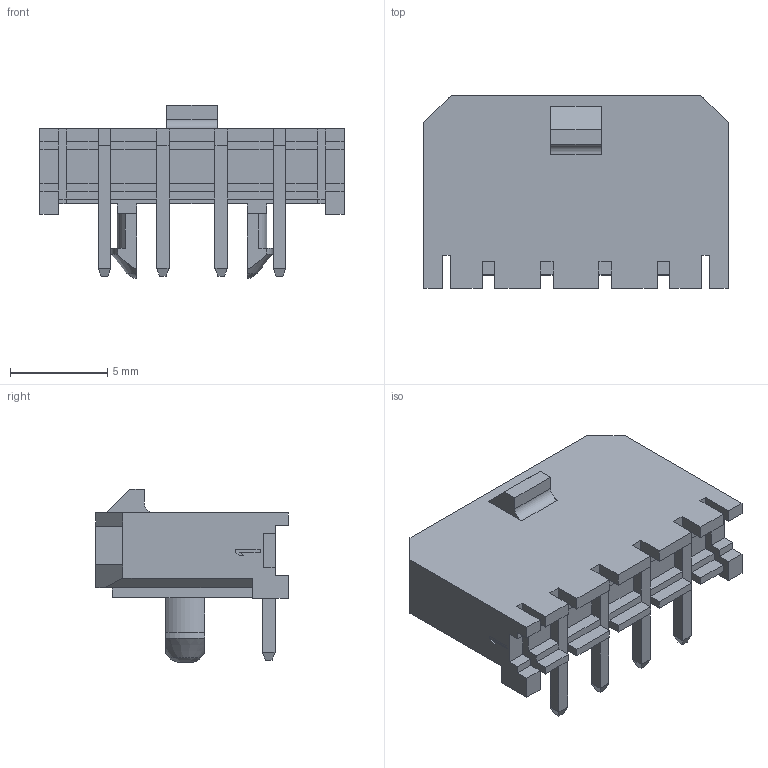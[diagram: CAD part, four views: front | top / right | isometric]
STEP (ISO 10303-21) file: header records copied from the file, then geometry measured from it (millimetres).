
FILE_DESCRIPTION(('FreeCAD Model'),'2;1');
FILE_NAME('_36500400002_cp.step' ,'2019-12-01T10:57:37',('kicad StepUp'),('ksu MCAD'), 'Open CASCADE STEP processor 7.3','FreeCAD','Unknown');
FILE_SCHEMA(('AUTOMOTIVE_DESIGN { 1 0 10303 214 1 1 1 1 }'));
Length unit declared in the file: millimetre
Products named in the file (1): _36500400002_cp
Bounding box: 15.65 x 9.9 x 8.9 mm (x, y, z)
Volume: 401 mm3; surface area: 980.4 mm2
Topology: 2 solids, 2 shells, 280 faces, 725 edges, 458 vertices
Faces by surface type: plane 271, cylinder 5, bspline 2, cone 2
Entity records: 10380 total; most frequent: CARTESIAN_POINT 1626, ORIENTED_EDGE 1450, DIRECTION 1287, EDGE_CURVE 725, LINE 701, VECTOR 701, VERTEX_POINT 458, AXIS2_PLACEMENT_3D 293
